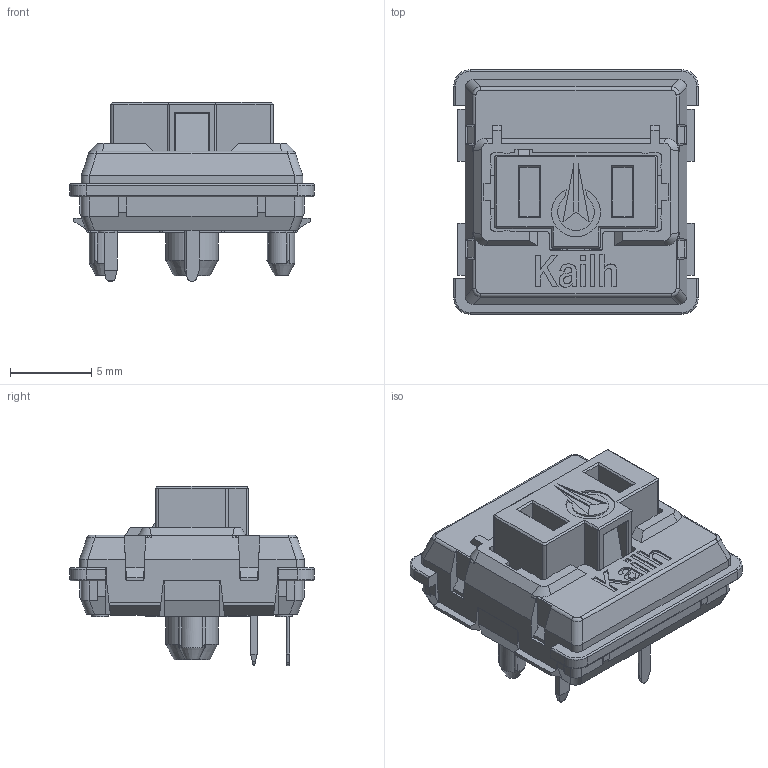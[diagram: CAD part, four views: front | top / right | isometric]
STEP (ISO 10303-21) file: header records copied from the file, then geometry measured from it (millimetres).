
FILE_DESCRIPTION(('FreeCAD Model'),'2;1');
FILE_NAME('Open CASCADE Shape Model','2023-05-24T17:25:02',(''),(''), 'Open CASCADE STEP processor 7.6','FreeCAD','Unknown');
FILE_SCHEMA(('AUTOMOTIVE_DESIGN { 1 0 10303 214 1 1 1 1 }'));
Length unit declared in the file: millimetre
Products named in the file (8): white; bottom002; click_bar; contact005; pin011; pin012; stem001; top002
Assembly tree (7 placements, depth 2):
  white
    bottom002
    click_bar
    contact005
    pin011
    pin012
    stem001
    top002
Bounding box: 15 x 15 x 11 mm (x, y, z)
Volume: 664.3 mm3; surface area: 2112.5 mm2
Topology: 7 solids, 7 shells, 940 faces, 2427 edges, 1523 vertices
Faces by surface type: plane 574, cylinder 186, extrusion 64, torus 47, bspline 36, cone 19, sphere 14
Full cylindrical faces by diameter (mm): 0.25 x4, 0.95 x4, 1 x8, 1.7 x1, 1.8 x1, 2.7 x1, 3.2 x1, 4 x1
Entity records: 30175 total; most frequent: CARTESIAN_POINT 7258, ORIENTED_EDGE 4830, DIRECTION 4452, EDGE_CURVE 2415, VECTOR 1826, LINE 1762, VERTEX_POINT 1523, AXIS2_PLACEMENT_3D 1313
